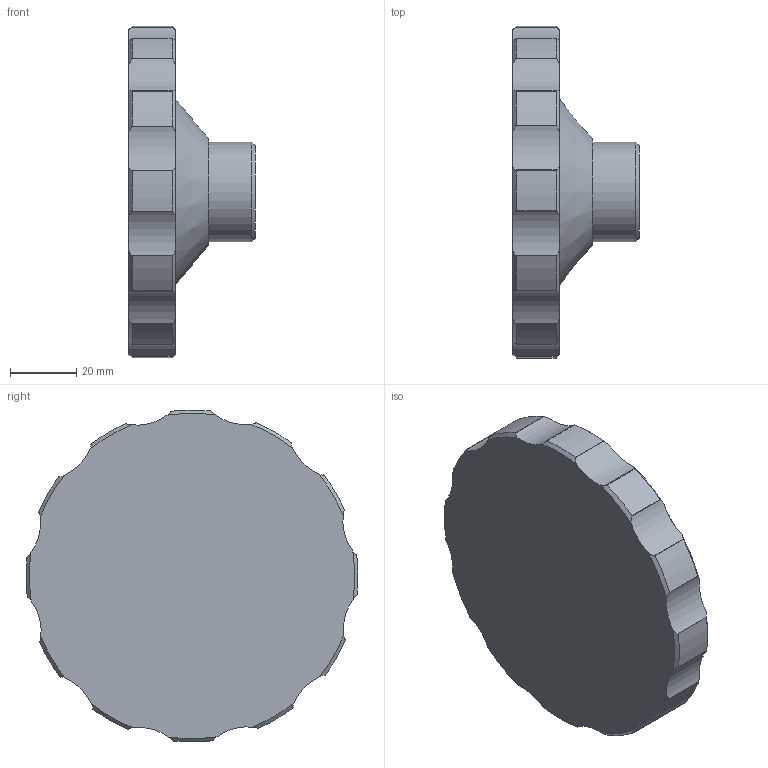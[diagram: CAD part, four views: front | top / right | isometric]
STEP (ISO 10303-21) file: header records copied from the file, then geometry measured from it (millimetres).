
FILE_DESCRIPTION(/* description */ (''),/* implementation_level */ '2;1');
FILE_NAME(/* name */ 'WA100.dxf',/* time_stamp */ '2012-11-23T18:28:01+08:00',/* author */ (''),/* organization */ (''),/* preprocessor_version */ 'ST-DEVELOPER v9',/* originating_system */ 'UGS - NX 4.0',/* authorisation */ '');
FILE_SCHEMA (('CONFIG_CONTROL_DESIGN'));
Length unit declared in the file: millimetre
Products named in the file (1): Admi76F0xrqj
Bounding box: 38 x 99.94 x 99.94 mm (x, y, z)
Volume: 131414.3 mm3; surface area: 21302.3 mm2
Topology: 1 solids, 1 shells, 79 faces, 224 edges, 149 vertices
Faces by surface type: plane 28, cone 26, cylinder 25
Full cylindrical faces by diameter (mm): 30 x1
Entity records: 2754 total; most frequent: CARTESIAN_POINT 738, ORIENTED_EDGE 442, DIRECTION 362, EDGE_CURVE 221, AXIS2_PLACEMENT_3D 157, VERTEX_POINT 149, B_SPLINE_CURVE_WITH_KNOTS 96, EDGE_LOOP 84
